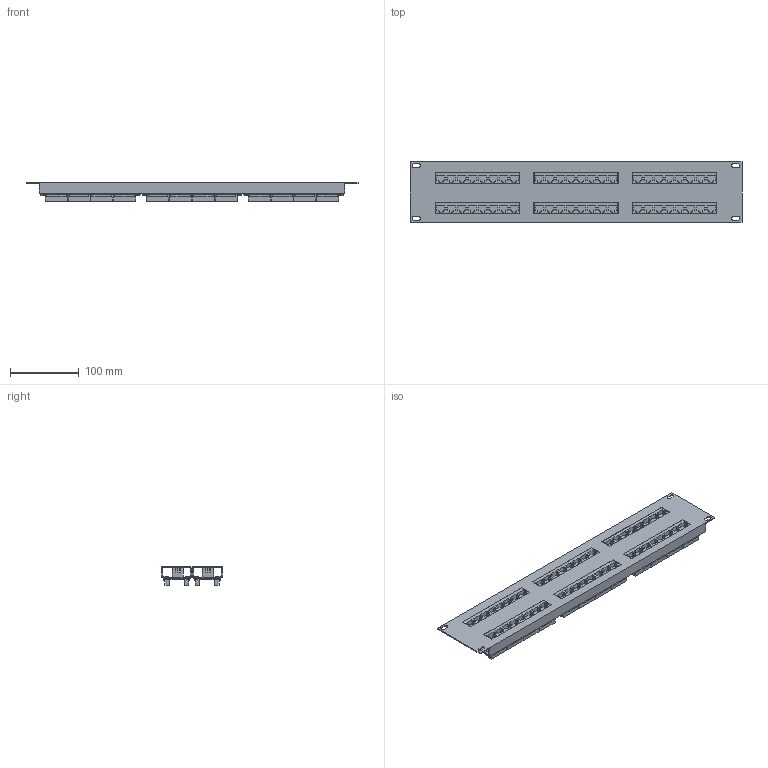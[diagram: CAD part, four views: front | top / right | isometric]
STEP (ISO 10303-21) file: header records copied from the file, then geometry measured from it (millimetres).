
FILE_DESCRIPTION (( 'STEP AP203' ), '1' );
FILE_NAME ('PP48-2UC5EU-K05 ITK 2U ïàò÷-ïàíåëü êàò.5Å UTP, 48 ïîðòîâ (Krone).STEP', '2016-08-31T11:26:50', ( '' ), ( '' ), 'SwSTEP 2.0', 'SolidWorks 2014', '' );
FILE_SCHEMA (( 'CONFIG_CONTROL_DESIGN' ));
Length unit declared in the file: millimetre
Products named in the file (2): PP48-2UC5EU-K05 ITK 2U ïàò÷-ïàíåëü êàò.5Å UTP, 48 ïîðòîâ (Krone)
Bounding box: 482 x 88 x 27.5 mm (x, y, z)
Volume: 440048.5 mm3; surface area: 274175.6 mm2
Topology: 1 solids, 1 shells, 1738 faces, 4776 edges, 3144 vertices
Faces by surface type: plane 1726, cylinder 12
Entity records: 54083 total; most frequent: CARTESIAN_POINT 9660, ORIENTED_EDGE 9552, DIRECTION 8280, EDGE_CURVE 4776, VECTOR 4752, LINE 4752, VERTEX_POINT 3144, EDGE_LOOP 1874
